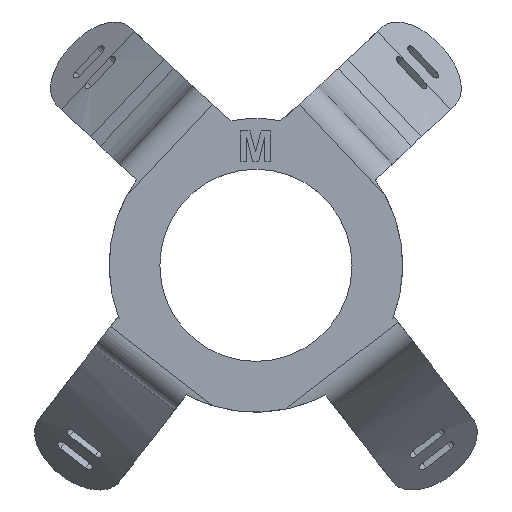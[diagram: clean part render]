
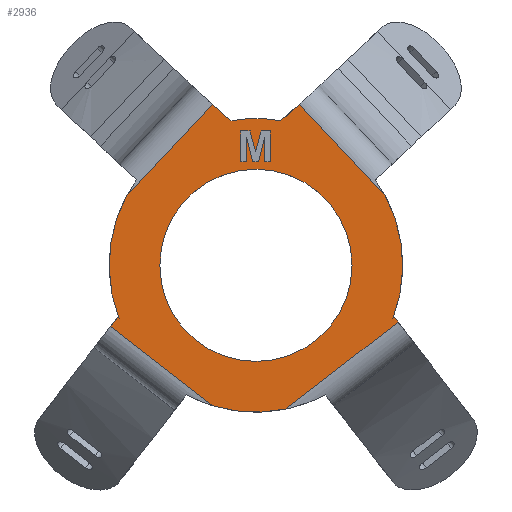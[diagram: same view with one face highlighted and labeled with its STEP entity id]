
A CAD part, top view. The second image highlights one B-rep face of the part: STEP entity #2936.
In plain terms, the highlighted planar face has unit normal (0, 0, 1).
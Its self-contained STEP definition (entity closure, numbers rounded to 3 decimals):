
#36=FACE_BOUND('',#421,.T.);
#37=FACE_BOUND('',#422,.T.);
#124=PLANE('',#3195);
#265=FACE_OUTER_BOUND('',#420,.T.);
#420=EDGE_LOOP('',(#2712,#2713,#2714,#2715,#2716,#2717,#2718,#2719,#2720,
#2721,#2722,#2723,#2724,#2725));
#421=EDGE_LOOP('',(#2726,#2727,#2728,#2729,#2730,#2731,#2732,#2733,#2734,
#2735,#2736,#2737,#2738));
#422=EDGE_LOOP('',(#2739));
#470=CIRCLE('',#3050,27.5);
#509=CIRCLE('',#3144,27.5);
#523=CIRCLE('',#3187,27.5);
#526=CIRCLE('',#3194,18.);
#527=CIRCLE('',#3196,27.5);
#614=LINE('',#4981,#892);
#626=LINE('',#5030,#904);
#628=LINE('',#5040,#906);
#638=LINE('',#5159,#916);
#639=LINE('',#5165,#917);
#670=LINE('',#5259,#948);
#674=LINE('',#5282,#952);
#718=LINE('',#5412,#996);
#722=LINE('',#5420,#1000);
#725=LINE('',#5426,#1003);
#728=LINE('',#5432,#1006);
#731=LINE('',#5438,#1009);
#734=LINE('',#5444,#1012);
#737=LINE('',#5450,#1015);
#740=LINE('',#5456,#1018);
#743=LINE('',#5462,#1021);
#746=LINE('',#5468,#1024);
#749=LINE('',#5474,#1027);
#752=LINE('',#5480,#1030);
#755=LINE('',#5485,#1033);
#796=LINE('',#5864,#1074);
#803=LINE('',#5988,#1081);
#804=LINE('',#5990,#1082);
#892=VECTOR('',#3456,10.);
#904=VECTOR('',#3486,10.);
#906=VECTOR('',#3490,10.);
#916=VECTOR('',#3526,10.);
#917=VECTOR('',#3533,10.);
#948=VECTOR('',#3616,10.);
#952=VECTOR('',#3626,10.);
#996=VECTOR('',#3746,10.);
#1000=VECTOR('',#3752,10.);
#1003=VECTOR('',#3757,10.);
#1006=VECTOR('',#3762,10.);
#1009=VECTOR('',#3767,10.);
#1012=VECTOR('',#3772,10.);
#1015=VECTOR('',#3777,10.);
#1018=VECTOR('',#3782,10.);
#1021=VECTOR('',#3787,10.);
#1024=VECTOR('',#3792,10.);
#1027=VECTOR('',#3797,10.);
#1030=VECTOR('',#3802,10.);
#1033=VECTOR('',#3807,10.);
#1074=VECTOR('',#3928,10.);
#1081=VECTOR('',#3955,10.);
#1082=VECTOR('',#3958,10.);
#1248=VERTEX_POINT('',#4974);
#1251=VERTEX_POINT('',#4979);
#1263=VERTEX_POINT('',#5028);
#1264=VERTEX_POINT('',#5033);
#1266=VERTEX_POINT('',#5116);
#1280=VERTEX_POINT('',#5158);
#1282=VERTEX_POINT('',#5164);
#1312=VERTEX_POINT('',#5256);
#1313=VERTEX_POINT('',#5258);
#1319=VERTEX_POINT('',#5280);
#1362=VERTEX_POINT('',#5410);
#1363=VERTEX_POINT('',#5411);
#1366=VERTEX_POINT('',#5419);
#1368=VERTEX_POINT('',#5425);
#1370=VERTEX_POINT('',#5431);
#1372=VERTEX_POINT('',#5437);
#1374=VERTEX_POINT('',#5443);
#1376=VERTEX_POINT('',#5449);
#1378=VERTEX_POINT('',#5455);
#1380=VERTEX_POINT('',#5461);
#1382=VERTEX_POINT('',#5467);
#1384=VERTEX_POINT('',#5473);
#1386=VERTEX_POINT('',#5479);
#1420=VERTEX_POINT('',#5861);
#1421=VERTEX_POINT('',#5863);
#1425=VERTEX_POINT('',#5971);
#1428=VERTEX_POINT('',#5983);
#1430=VERTEX_POINT('',#5992);
#1588=EDGE_CURVE('',#1248,#1251,#614,.F.);
#1606=EDGE_CURVE('',#1251,#1263,#626,.T.);
#1609=EDGE_CURVE('',#1264,#1263,#628,.T.);
#1613=EDGE_CURVE('',#1266,#1248,#470,.T.);
#1630=EDGE_CURVE('',#1266,#1280,#638,.T.);
#1633=EDGE_CURVE('',#1282,#1280,#639,.F.);
#1678=EDGE_CURVE('',#1312,#1313,#670,.T.);
#1686=EDGE_CURVE('',#1319,#1312,#674,.T.);
#1750=EDGE_CURVE('',#1362,#1363,#718,.F.);
#1754=EDGE_CURVE('',#1366,#1362,#722,.F.);
#1757=EDGE_CURVE('',#1368,#1366,#725,.F.);
#1760=EDGE_CURVE('',#1370,#1368,#728,.F.);
#1763=EDGE_CURVE('',#1372,#1370,#731,.F.);
#1766=EDGE_CURVE('',#1374,#1372,#734,.F.);
#1769=EDGE_CURVE('',#1376,#1374,#737,.F.);
#1772=EDGE_CURVE('',#1378,#1376,#740,.F.);
#1775=EDGE_CURVE('',#1380,#1378,#743,.F.);
#1778=EDGE_CURVE('',#1382,#1380,#746,.F.);
#1781=EDGE_CURVE('',#1384,#1382,#749,.F.);
#1784=EDGE_CURVE('',#1386,#1384,#752,.F.);
#1787=EDGE_CURVE('',#1363,#1386,#755,.F.);
#1789=EDGE_CURVE('',#1319,#1282,#509,.T.);
#1848=EDGE_CURVE('',#1421,#1420,#796,.F.);
#1858=EDGE_CURVE('',#1264,#1425,#523,.T.);
#1864=EDGE_CURVE('',#1421,#1428,#803,.T.);
#1865=EDGE_CURVE('',#1428,#1425,#804,.T.);
#1866=EDGE_CURVE('',#1430,#1430,#526,.F.);
#1868=EDGE_CURVE('',#1420,#1313,#527,.T.);
#2712=ORIENTED_EDGE('',*,*,#1865,.F.);
#2713=ORIENTED_EDGE('',*,*,#1864,.F.);
#2714=ORIENTED_EDGE('',*,*,#1848,.T.);
#2715=ORIENTED_EDGE('',*,*,#1868,.T.);
#2716=ORIENTED_EDGE('',*,*,#1678,.F.);
#2717=ORIENTED_EDGE('',*,*,#1686,.F.);
#2718=ORIENTED_EDGE('',*,*,#1789,.T.);
#2719=ORIENTED_EDGE('',*,*,#1633,.T.);
#2720=ORIENTED_EDGE('',*,*,#1630,.F.);
#2721=ORIENTED_EDGE('',*,*,#1613,.T.);
#2722=ORIENTED_EDGE('',*,*,#1588,.T.);
#2723=ORIENTED_EDGE('',*,*,#1606,.T.);
#2724=ORIENTED_EDGE('',*,*,#1609,.F.);
#2725=ORIENTED_EDGE('',*,*,#1858,.T.);
#2726=ORIENTED_EDGE('',*,*,#1763,.T.);
#2727=ORIENTED_EDGE('',*,*,#1760,.T.);
#2728=ORIENTED_EDGE('',*,*,#1757,.T.);
#2729=ORIENTED_EDGE('',*,*,#1754,.T.);
#2730=ORIENTED_EDGE('',*,*,#1750,.T.);
#2731=ORIENTED_EDGE('',*,*,#1787,.T.);
#2732=ORIENTED_EDGE('',*,*,#1784,.T.);
#2733=ORIENTED_EDGE('',*,*,#1781,.T.);
#2734=ORIENTED_EDGE('',*,*,#1778,.T.);
#2735=ORIENTED_EDGE('',*,*,#1775,.T.);
#2736=ORIENTED_EDGE('',*,*,#1772,.T.);
#2737=ORIENTED_EDGE('',*,*,#1769,.T.);
#2738=ORIENTED_EDGE('',*,*,#1766,.T.);
#2739=ORIENTED_EDGE('',*,*,#1866,.T.);
#2936=ADVANCED_FACE('',(#265,#36,#37),#124,.T.);
#3050=AXIS2_PLACEMENT_3D('',#5117,#3498,#3499);
#3144=AXIS2_PLACEMENT_3D('',#5489,#3813,#3814);
#3187=AXIS2_PLACEMENT_3D('',#5976,#3942,#3943);
#3194=AXIS2_PLACEMENT_3D('',#5993,#3961,#3962);
#3195=AXIS2_PLACEMENT_3D('',#5995,#3964,#3965);
#3196=AXIS2_PLACEMENT_3D('',#5996,#3966,#3967);
#3456=DIRECTION('',(0.79,-0.613,0.));
#3486=DIRECTION('',(-0.613,-0.79,0.));
#3490=DIRECTION('',(-0.79,0.613,0.));
#3498=DIRECTION('center_axis',(0.,0.,1.));
#3499=DIRECTION('ref_axis',(-1.,0.,0.));
#3526=DIRECTION('',(0.685,0.729,0.));
#3533=DIRECTION('',(0.748,-0.663,0.));
#3616=DIRECTION('',(0.685,-0.729,0.));
#3626=DIRECTION('',(0.748,0.663,0.));
#3746=DIRECTION('',(0.,1.,0.));
#3752=DIRECTION('',(0.244,-0.97,0.));
#3757=DIRECTION('',(1.,0.,0.));
#3762=DIRECTION('',(0.245,0.97,0.));
#3767=DIRECTION('',(0.,-1.,0.));
#3772=DIRECTION('',(1.,0.,0.));
#3777=DIRECTION('',(0.,1.,0.));
#3782=DIRECTION('',(-1.,0.,0.));
#3787=DIRECTION('',(-0.254,-0.967,0.));
#3792=DIRECTION('',(-0.257,0.966,0.));
#3797=DIRECTION('',(-1.,0.,0.));
#3802=DIRECTION('',(0.,-1.,0.));
#3807=DIRECTION('',(1.,0.,0.));
#3813=DIRECTION('center_axis',(0.,0.,1.));
#3814=DIRECTION('ref_axis',(-1.,0.,0.));
#3928=DIRECTION('',(0.79,0.613,0.));
#3942=DIRECTION('center_axis',(0.,0.,1.));
#3943=DIRECTION('ref_axis',(-1.,0.,0.));
#3955=DIRECTION('',(0.613,-0.79,0.));
#3958=DIRECTION('',(-0.79,-0.613,0.));
#3961=DIRECTION('center_axis',(0.,0.,1.));
#3962=DIRECTION('ref_axis',(-1.,0.,0.));
#3964=DIRECTION('center_axis',(0.,0.,1.));
#3965=DIRECTION('ref_axis',(1.,0.,0.));
#3966=DIRECTION('center_axis',(0.,0.,1.));
#3967=DIRECTION('ref_axis',(-1.,0.,0.));
#4974=CARTESIAN_POINT('',(-25.645,-9.929,2.));
#4979=CARTESIAN_POINT('',(-25.911,-9.723,2.));
#4981=CARTESIAN_POINT('',(-20.175,-14.171,2.));
#5028=CARTESIAN_POINT('',(-27.23,-11.423,2.));
#5030=CARTESIAN_POINT('',(-20.773,-3.097,2.));
#5033=CARTESIAN_POINT('',(-8.052,-26.295,2.));
#5040=CARTESIAN_POINT('',(-13.952,-21.72,2.));
#5116=CARTESIAN_POINT('',(-24.196,13.069,2.));
#5117=CARTESIAN_POINT('Origin',(0.,0.,2.));
#5158=CARTESIAN_POINT('',(-8.127,30.161,2.));
#5159=CARTESIAN_POINT('',(-20.612,16.882,2.));
#5164=CARTESIAN_POINT('',(-4.674,27.1,2.));
#5165=CARTESIAN_POINT('',(-4.256,26.729,2.));
#5256=CARTESIAN_POINT('',(8.127,30.161,2.));
#5258=CARTESIAN_POINT('',(24.196,13.069,2.));
#5259=CARTESIAN_POINT('',(20.612,16.882,2.));
#5280=CARTESIAN_POINT('',(4.674,27.1,2.));
#5282=CARTESIAN_POINT('',(4.256,26.729,2.));
#5410=CARTESIAN_POINT('',(-1.761,23.95,2.));
#5411=CARTESIAN_POINT('',(-1.761,19.442,2.));
#5412=CARTESIAN_POINT('',(-1.761,11.975,2.));
#5419=CARTESIAN_POINT('',(-0.628,19.442,2.));
#5420=CARTESIAN_POINT('',(1.689,10.224,2.));
#5425=CARTESIAN_POINT('',(0.485,19.442,2.));
#5426=CARTESIAN_POINT('',(0.243,19.442,2.));
#5431=CARTESIAN_POINT('',(1.622,23.95,2.));
#5432=CARTESIAN_POINT('',(-1.265,12.498,2.));
#5437=CARTESIAN_POINT('',(1.622,19.442,2.));
#5438=CARTESIAN_POINT('',(1.622,9.721,2.));
#5443=CARTESIAN_POINT('',(2.696,19.442,2.));
#5444=CARTESIAN_POINT('',(1.348,19.442,2.));
#5449=CARTESIAN_POINT('',(2.696,25.168,2.));
#5450=CARTESIAN_POINT('',(2.696,12.584,2.));
#5455=CARTESIAN_POINT('',(0.962,25.168,2.));
#5456=CARTESIAN_POINT('',(0.481,25.168,2.));
#5461=CARTESIAN_POINT('',(-0.065,21.262,2.));
#5462=CARTESIAN_POINT('',(-2.678,11.327,2.));
#5467=CARTESIAN_POINT('',(-1.104,25.168,2.));
#5468=CARTESIAN_POINT('',(2.058,13.279,2.));
#5473=CARTESIAN_POINT('',(-2.835,25.168,2.));
#5474=CARTESIAN_POINT('',(-1.417,25.168,2.));
#5479=CARTESIAN_POINT('',(-2.835,19.442,2.));
#5480=CARTESIAN_POINT('',(-2.835,9.721,2.));
#5485=CARTESIAN_POINT('',(-0.88,19.442,2.));
#5489=CARTESIAN_POINT('Origin',(0.,0.,2.));
#5861=CARTESIAN_POINT('',(25.645,-9.929,2.));
#5863=CARTESIAN_POINT('',(25.911,-9.723,2.));
#5864=CARTESIAN_POINT('',(12.633,-20.019,2.));
#5971=CARTESIAN_POINT('',(5.612,-26.921,2.));
#5976=CARTESIAN_POINT('Origin',(0.,0.,2.));
#5983=CARTESIAN_POINT('',(26.617,-10.633,2.));
#5988=CARTESIAN_POINT('',(18.692,-0.413,2.));
#5990=CARTESIAN_POINT('',(13.339,-20.929,2.));
#5992=CARTESIAN_POINT('',(18.,0.,2.));
#5993=CARTESIAN_POINT('Origin',(0.,0.,2.));
#5995=CARTESIAN_POINT('Origin',(0.,0.,2.));
#5996=CARTESIAN_POINT('Origin',(0.,0.,2.));
